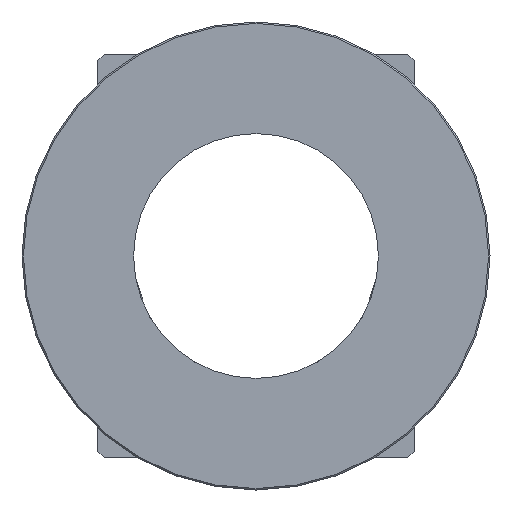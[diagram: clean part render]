
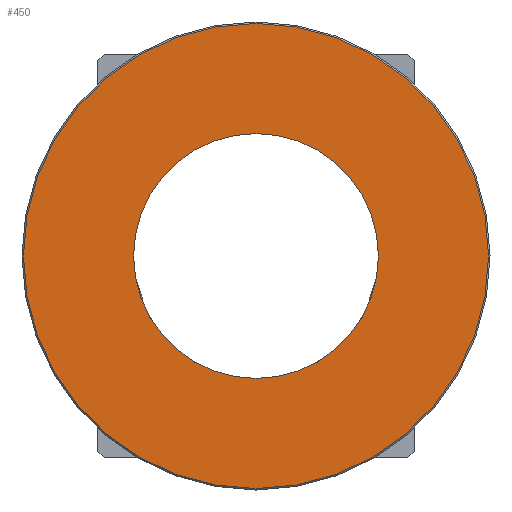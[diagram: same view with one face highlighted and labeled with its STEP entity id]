
A CAD part, left-side view. The second image highlights one B-rep face of the part: STEP entity #450.
In plain terms, the highlighted planar face has unit normal (-1, 0, 0).
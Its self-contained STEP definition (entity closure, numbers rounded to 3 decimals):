
#46=PLANE($,#487);
#58=CIRCLE($,#486,32.3);
#59=CIRCLE($,#488,17.);
#95=FACE_BOUND($,#168,.T.);
#96=FACE_BOUND($,#169,.T.);
#168=EDGE_LOOP($,(#338));
#169=EDGE_LOOP($,(#339));
#238=VERTEX_POINT($,#992);
#239=VERTEX_POINT($,#995);
#282=EDGE_CURVE($,#238,#238,#58,.T.);
#283=EDGE_CURVE($,#239,#239,#59,.T.);
#338=ORIENTED_EDGE($,*,*,#283,.T.);
#339=ORIENTED_EDGE($,*,*,#282,.F.);
#450=ADVANCED_FACE($,(#95,#96),#46,.T.);
#486=AXIS2_PLACEMENT_3D($,#993,#557,#558);
#487=AXIS2_PLACEMENT_3D($,#994,#559,#560);
#488=AXIS2_PLACEMENT_3D($,#996,#561,#562);
#557=DIRECTION('center_axis',(1.,0.,0.));
#558=DIRECTION('ref_axis',(0.,-1.,0.));
#559=DIRECTION('center_axis',(-1.,0.,0.));
#560=DIRECTION('ref_axis',(0.,0.,1.));
#561=DIRECTION('center_axis',(1.,0.,0.));
#562=DIRECTION('ref_axis',(0.,0.,-1.));
#992=CARTESIAN_POINT('',(-82.5,32.3,0.));
#993=CARTESIAN_POINT('Origin',(-82.5,0.,0.));
#994=CARTESIAN_POINT('Origin',(-82.5,16.25,0.));
#995=CARTESIAN_POINT('',(-82.5,0.,17.));
#996=CARTESIAN_POINT('Origin',(-82.5,0.,0.));
